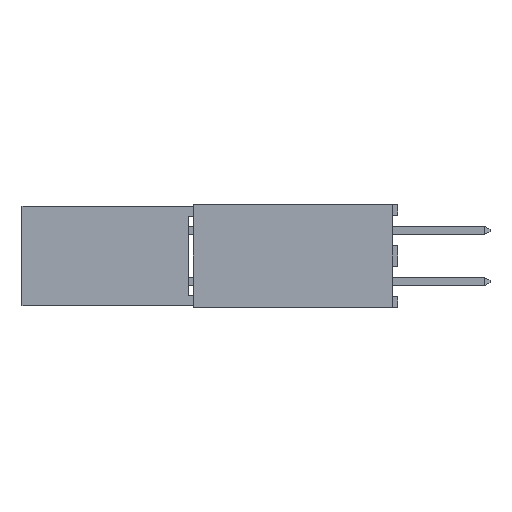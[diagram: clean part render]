
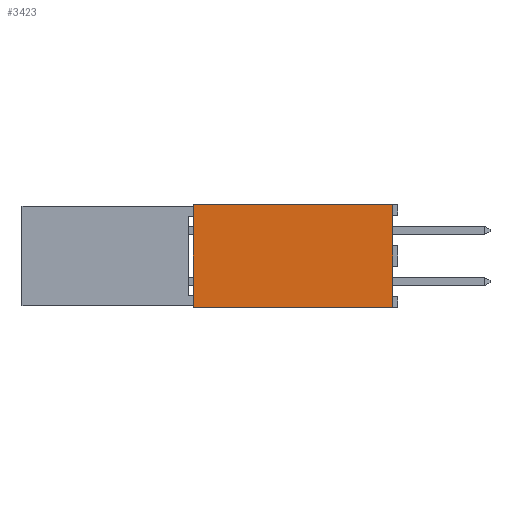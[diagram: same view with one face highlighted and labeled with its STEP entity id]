
A CAD part, left-side view. The second image highlights one B-rep face of the part: STEP entity #3423.
In plain terms, the highlighted planar face has unit normal (-1, 0, 0).
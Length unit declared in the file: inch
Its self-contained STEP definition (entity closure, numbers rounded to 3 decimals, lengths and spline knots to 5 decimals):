
#3423 = ADVANCED_FACE( '', ( #7766 ), #7767, .F. );
#7766 = FACE_OUTER_BOUND( '', #13046, .T. );
#7767 = PLANE( '', #13047 );
#13046 = EDGE_LOOP( '', ( #23234, #23235, #23236, #23237 ) );
#13047 = AXIS2_PLACEMENT_3D( '', #23238, #23239, #23240 );
#23234 = ORIENTED_EDGE( '', *, *, #35528, .T. );
#23235 = ORIENTED_EDGE( '', *, *, #33431, .F. );
#23236 = ORIENTED_EDGE( '', *, *, #35529, .F. );
#23237 = ORIENTED_EDGE( '', *, *, #35295, .T. );
#23238 = CARTESIAN_POINT( '', ( 0., 0.4, -0.1 ) );
#23239 = DIRECTION( '', ( 1., 0., 0. ) );
#23240 = DIRECTION( '', ( 0., 0., -1. ) );
#33431 = EDGE_CURVE( '', #41029, #40761, #41031, .T. );
#35295 = EDGE_CURVE( '', #43873, #43871, #43874, .T. );
#35528 = EDGE_CURVE( '', #43871, #40761, #44189, .T. );
#35529 = EDGE_CURVE( '', #43873, #41029, #44190, .T. );
#40761 = VERTEX_POINT( '', #51260 );
#41029 = VERTEX_POINT( '', #51670 );
#41031 = LINE( '', #51673, #51674 );
#43871 = VERTEX_POINT( '', #55937 );
#43873 = VERTEX_POINT( '', #55940 );
#43874 = LINE( '', #55941, #55942 );
#44189 = LINE( '', #56416, #56417 );
#44190 = LINE( '', #56418, #56419 );
#51260 = CARTESIAN_POINT( '', ( 0., 0.01, 0.1 ) );
#51670 = CARTESIAN_POINT( '', ( 0., 0.4, 0.1 ) );
#51673 = CARTESIAN_POINT( '', ( 0., 0.4, 0.1 ) );
#51674 = VECTOR( '', #61799, 39.37008 );
#55937 = CARTESIAN_POINT( '', ( 0., 0.01, -0.1 ) );
#55940 = CARTESIAN_POINT( '', ( 0., 0.4, -0.1 ) );
#55941 = CARTESIAN_POINT( '', ( 0., 0.4, -0.1 ) );
#55942 = VECTOR( '', #63302, 39.37008 );
#56416 = CARTESIAN_POINT( '', ( 0., 0.01, -0.1 ) );
#56417 = VECTOR( '', #63471, 39.37008 );
#56418 = CARTESIAN_POINT( '', ( 0., 0.4, -0.1 ) );
#56419 = VECTOR( '', #63472, 39.37008 );
#61799 = DIRECTION( '', ( 0., -1., 0. ) );
#63302 = DIRECTION( '', ( 0., -1., 0. ) );
#63471 = DIRECTION( '', ( 0., 0., 1. ) );
#63472 = DIRECTION( '', ( 0., 0., 1. ) );
